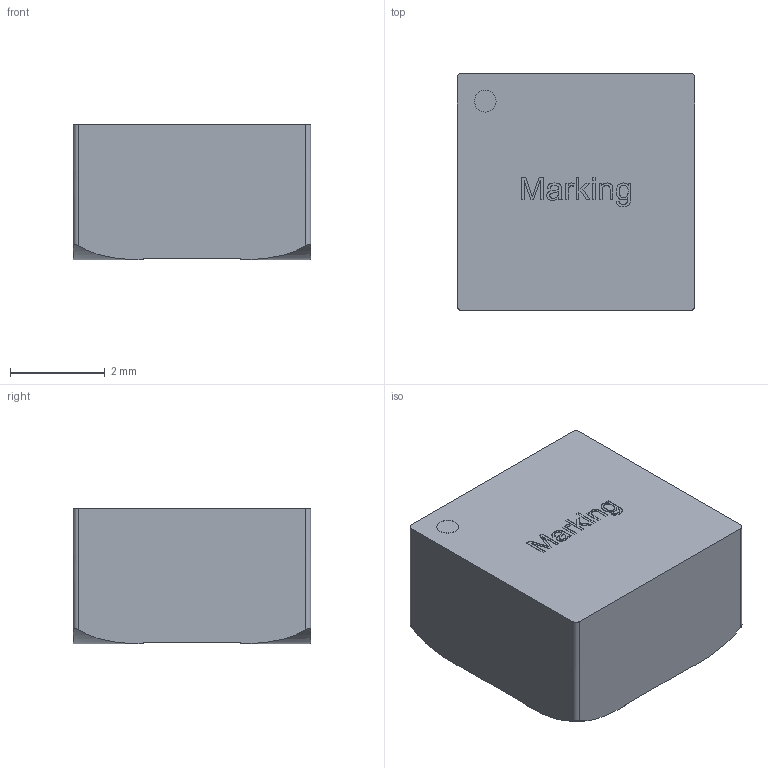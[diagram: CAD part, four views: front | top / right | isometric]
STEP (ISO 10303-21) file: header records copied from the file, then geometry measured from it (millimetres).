
FILE_DESCRIPTION(/* description */ ('Unknown'),/* implementation_level */ '2;1');
FILE_NAME(/* name */ 'L_Wurth_WE-DPCHV-5030',/* time_stamp */ '2025-06-12T10:58:56+08:00',/* author */ ('Unknown'),/* organization */ ('Unknown'),/* preprocessor_version */ 'ST-DEVELOPER v19.4',/* originating_system */ 'Solid Edge',/* authorisation */ 'Unknown');
FILE_SCHEMA (('AUTOMOTIVE_DESIGN {1 0 10303 214 3 1 1}'));
Length unit declared in the file: millimetre
Products named in the file (2): L_Wurth_WE-DPCHV-5030
Assembly tree (1 placements, depth 2):
  L_Wurth_WE-DPCHV-5030
    L_Wurth_WE-DPCHV-5030
Bounding box: 5 x 5 x 2.85 mm (x, y, z)
Volume: 53.7 mm3; surface area: 176.9 mm2
Topology: 1 solids, 1 shells, 118 faces, 298 edges, 196 vertices
Faces by surface type: plane 82, cylinder 19, bspline 13, torus 4
Full cylindrical faces by diameter (mm): 0.458 x1, 1.9 x1, 3.5 x2
Entity records: 4921 total; most frequent: CARTESIAN_POINT 1507, ORIENTED_EDGE 586, DIRECTION 406, EDGE_CURVE 293, VERTEX_POINT 196, AXIS2_PLACEMENT_3D 147, B_SPLINE_CURVE_WITH_KNOTS 141, EDGE_LOOP 137
